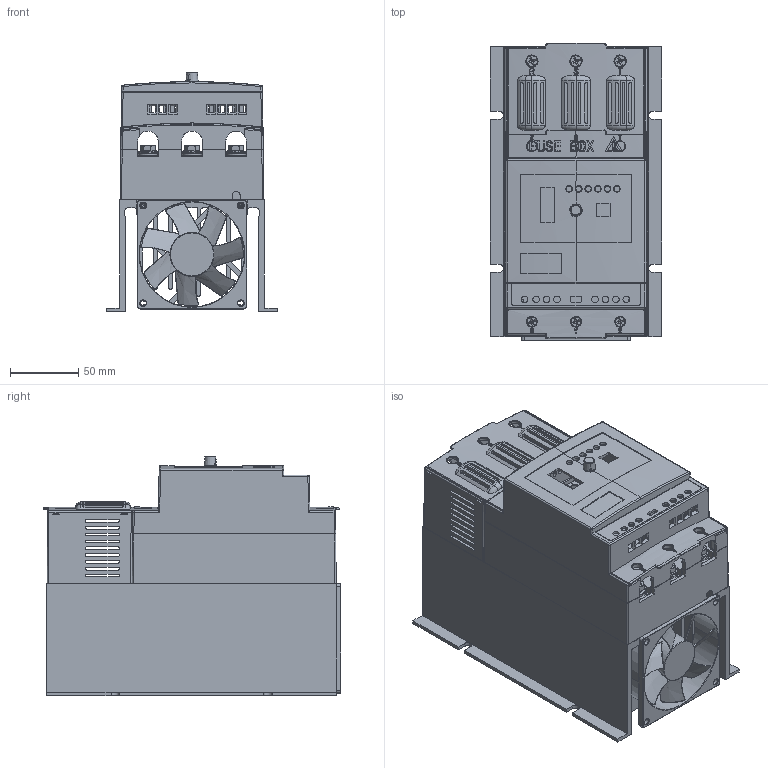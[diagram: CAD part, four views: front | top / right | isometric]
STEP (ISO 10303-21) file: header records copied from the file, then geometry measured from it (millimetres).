
FILE_DESCRIPTION (( 'STEP AP203' ), '1' );
FILE_NAME ('100A萇薯覃淕ん.STEP', '2019-10-21T07:24:09', ( 'User' ), ( 'China' ), 'SwSTEP 2.0', 'SolidWorks 2012', '' );
FILE_SCHEMA (( 'CONFIG_CONTROL_DESIGN' ));
Length unit declared in the file: millimetre
Products named in the file (11): 100A萇薯覃淕ん; M6; 萇薯覃淕ん唅聽; 80瑞儂; 100A萇薯覃淕ん諉盄え; 100A萇薯覃淕ん諉盄釱; 100A萇薯覃淕ん楹裔; 100A电力调整器上盖(2014.5.12修改); 100A萇薯覃淕ん菁釱; 100A萇薯覃淕ん綴釱; HHT100散热器_40A
Assembly tree (25 placements, depth 2):
  100A萇薯覃淕ん
    HHT100散热器_40A
    100A萇薯覃淕ん綴釱
    100A萇薯覃淕ん菁釱
    100A电力调整器上盖(2014.5.12修改)
    100A萇薯覃淕ん楹裔
    100A萇薯覃淕ん諉盄釱  x3
    100A萇薯覃淕ん諉盄え  x9
    80瑞儂
    萇薯覃淕ん唅聽
    M6  x6
Bounding box: 125.5 x 217.7 x 175.3 mm (x, y, z)
Volume: 818647.2 mm3; surface area: 587021.1 mm2
Topology: 35 solids, 35 shells, 4176 faces, 11178 edges, 7174 vertices
Faces by surface type: plane 2331, cylinder 1042, bspline 351, cone 274, torus 164, sphere 14
Entity records: 113675 total; most frequent: CARTESIAN_POINT 39870, ORIENTED_EDGE 15894, DIRECTION 13820, EDGE_CURVE 7947, VERTEX_POINT 5116, LINE 4832, VECTOR 4832, AXIS2_PLACEMENT_3D 4494
